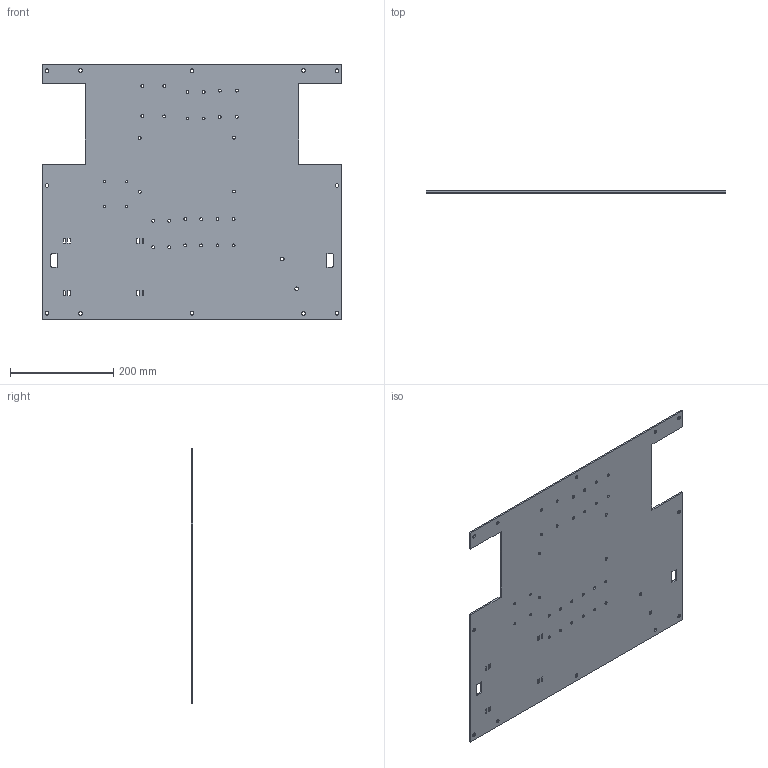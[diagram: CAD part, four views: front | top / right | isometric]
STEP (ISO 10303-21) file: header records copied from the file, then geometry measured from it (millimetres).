
FILE_DESCRIPTION(/* description */ (''),/* implementation_level */ '2;1');
FILE_NAME(/* name */ 'BellyPan3.stp',/* time_stamp */ '2017-01-26T07:32:29-05:00',/* author */ ('hamblettk'),/* organization */ (''),/* preprocessor_version */ 'ST-DEVELOPER v16.1',/* originating_system */ 'Autodesk Inventor 2016',/* authorisation */ '');
FILE_SCHEMA (('AUTOMOTIVE_DESIGN { 1 0 10303 214 3 1 1 }'));
Length unit declared in the file: inch
Products named in the file (1): BellyPan3
Bounding box: 580.39 x 3.17 x 495.3 mm (x, y, z)
Volume: 822417.5 mm3; surface area: 529896.7 mm2
Topology: 1 solids, 1 shells, 141 faces, 417 edges, 278 vertices
Faces by surface type: cylinder 85, plane 54, bspline 2
Full cylindrical faces by diameter (mm): 4.318 x4, 5.613 x28, 7.137 x12
Entity records: 4828 total; most frequent: DIRECTION 826, CARTESIAN_POINT 816, ORIENTED_EDGE 746, EDGE_CURVE 373, AXIS2_PLACEMENT_3D 314, EDGE_LOOP 297, VERTEX_POINT 278, LINE 198
